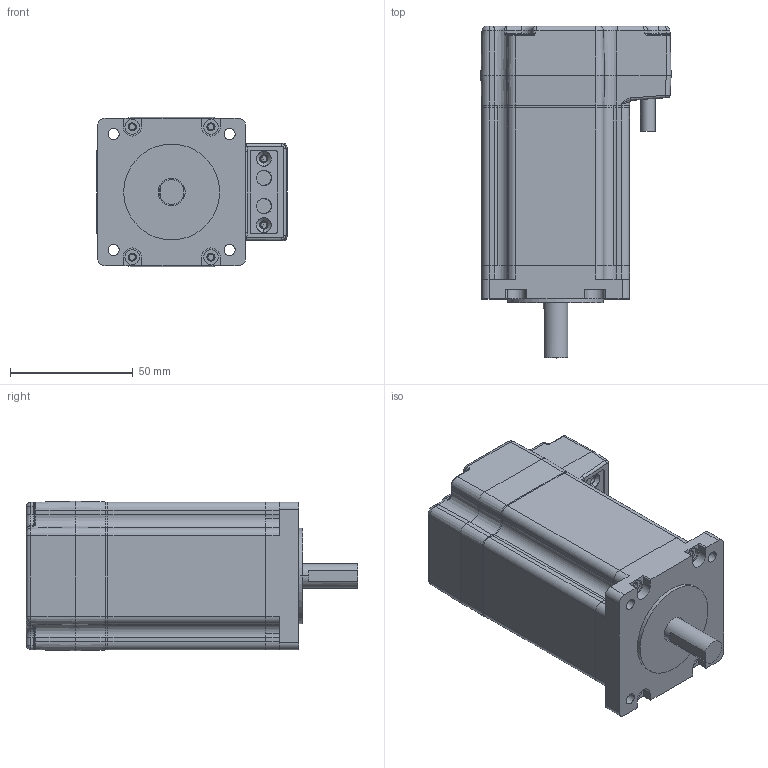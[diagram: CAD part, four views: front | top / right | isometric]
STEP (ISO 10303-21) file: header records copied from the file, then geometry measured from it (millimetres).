
FILE_DESCRIPTION (( 'STEP AP214' ), '1' );
FILE_NAME ('陔SS24蚾饜极3.STEP', '2012-10-17T01:54:15', ( 'Sky123.Org' ), ( 'Sky123.Org' ), 'SwSTEP 2.0', 'SolidWorks 2011', '' );
FILE_SCHEMA (( 'AUTOMOTIVE_DESIGN' ));
Length unit declared in the file: millimetre
Products named in the file (9): ヶ傷裔; SS17盄旰; Oﾐﾍﾈｦ｣ｨ6｣ｩ; 陔SS24鎮湛傷裔a; SS揤盄裔啣; 陔SS24奻裔; 24ヶ堤粣; SS24隅赽; 陔SS24蚾饜极3
Assembly tree (10 placements, depth 2):
  陔SS24蚾饜极3
    24ヶ堤粣
    SS24隅赽
    SS揤盄裔啣
    陔SS24鎮湛傷裔a
    Oﾐﾍﾈｦ｣ｨ6｣ｩ  x2
    SS17盄旰  x2
    ヶ傷裔
    陔SS24奻裔
Bounding box: 77.42 x 135 x 60.83 mm (x, y, z)
Volume: 250167.7 mm3; surface area: 120600.8 mm2
Topology: 10 solids, 10 shells, 1365 faces, 3650 edges, 2311 vertices
Faces by surface type: cylinder 666, plane 432, cone 106, torus 83, bspline 70, sphere 8
Entity records: 45555 total; most frequent: CARTESIAN_POINT 10898, DIRECTION 7519, ORIENTED_EDGE 7164, EDGE_CURVE 3582, AXIS2_PLACEMENT_3D 2858, VERTEX_POINT 2291, LINE 1803, VECTOR 1803
